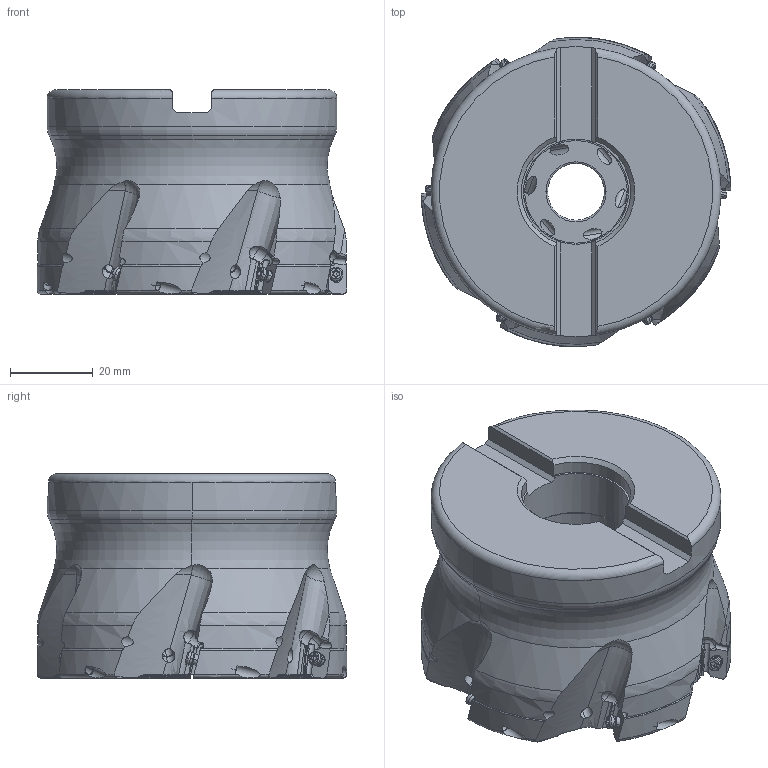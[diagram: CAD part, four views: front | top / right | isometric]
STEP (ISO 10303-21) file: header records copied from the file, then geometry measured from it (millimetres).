
FILE_DESCRIPTION(/* description */ (''),/* implementation_level */ '2;1');
FILE_NAME(/* name */ 'APX3000R0306A.stp',/* time_stamp */ '2021-09-08T11:48:32+09:00',/* author */ (''),/* organization */ (''),/* preprocessor_version */ 'ST-DEVELOPER v16',/* originating_system */ 'SIEMENS PLM Software NX 10.0',/* authorisation */ '');
FILE_SCHEMA (('AUTOMOTIVE_DESIGN { 1 0 10303 214 3 1 1 1 }'));
Length unit declared in the file: millimetre
Products named in the file (1): APX3000R0306A_ASM
Bounding box: 74.82 x 74.82 x 49.35 mm (x, y, z)
Volume: 158492.4 mm3; surface area: 24949.7 mm2
Topology: 7 solids, 7 shells, 565 faces, 1720 edges, 1161 vertices
Faces by surface type: cylinder 246, plane 135, cone 82, torus 54, sphere 36, bspline 12
Entity records: 28007 total; most frequent: CARTESIAN_POINT 13052, ORIENTED_EDGE 3392, DIRECTION 2816, EDGE_CURVE 1696, AXIS2_PLACEMENT_3D 1190, VERTEX_POINT 1152, B_SPLINE_CURVE_WITH_KNOTS 655, EDGE_LOOP 598
